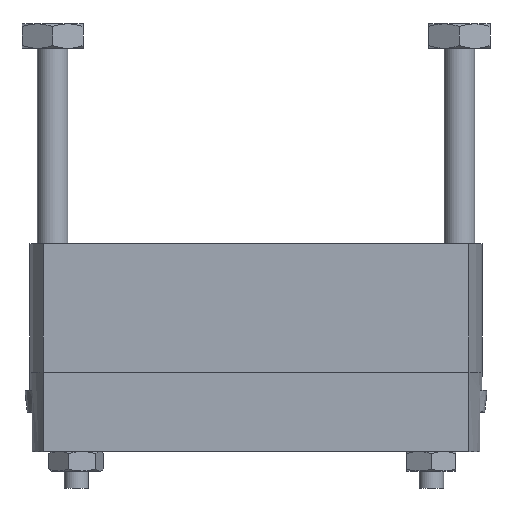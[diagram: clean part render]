
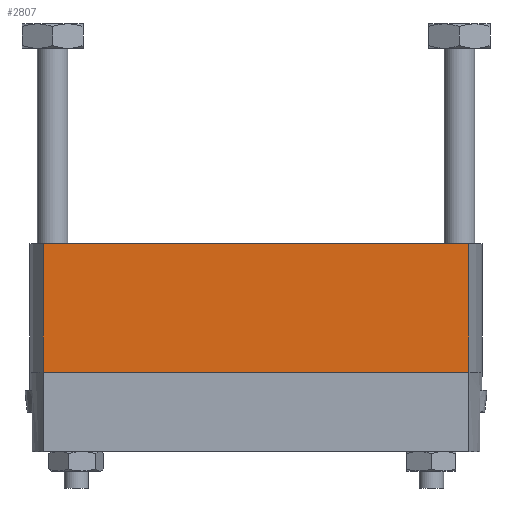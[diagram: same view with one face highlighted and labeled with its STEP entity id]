
A CAD part, front view. The second image highlights one B-rep face of the part: STEP entity #2807.
In plain terms, the highlighted planar face has unit normal (0, -1, 0).
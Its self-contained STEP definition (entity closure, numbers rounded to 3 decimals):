
#569 = CARTESIAN_POINT ( 'NONE',  ( 17.412, -6.25, 0. ) ) ;
#1047 = CARTESIAN_POINT ( 'NONE',  ( 17.412, -6.25, -10.5 ) ) ;
#1067 = LINE ( 'NONE', #7915, #2732 ) ;
#1080 = PLANE ( 'NONE',  #7056 ) ;
#1529 = CARTESIAN_POINT ( 'NONE',  ( 17.412, -6.25, -10.5 ) ) ;
#1612 = CARTESIAN_POINT ( 'NONE',  ( 17.412, -6.25, -10.5 ) ) ;
#1636 = VERTEX_POINT ( 'NONE', #8458 ) ;
#2727 = DIRECTION ( 'NONE',  ( 0., -1., 0. ) ) ;
#2732 = VECTOR ( 'NONE', #2950, 1000. ) ;
#2807 = ADVANCED_FACE ( 'NONE', ( #5154 ), #1080, .T. ) ;
#2950 = DIRECTION ( 'NONE',  ( 0., 0., 1. ) ) ;
#3118 = EDGE_CURVE ( 'NONE', #5933, #9583, #8147, .T. ) ;
#3597 = EDGE_CURVE ( 'NONE', #9130, #9583, #7330, .T. ) ;
#3942 = EDGE_LOOP ( 'NONE', ( #8568, #9984, #8204, #10409 ) ) ;
#4864 = EDGE_CURVE ( 'NONE', #1636, #5933, #7828, .T. ) ;
#5138 = VECTOR ( 'NONE', #7313, 1000. ) ;
#5154 = FACE_OUTER_BOUND ( 'NONE', #3942, .T. ) ;
#5663 = EDGE_CURVE ( 'NONE', #1636, #9130, #1067, .T. ) ;
#5690 = DIRECTION ( 'NONE',  ( 1., 0., 0. ) ) ;
#5758 = CARTESIAN_POINT ( 'NONE',  ( -17.412, -6.25, 0. ) ) ;
#5933 = VERTEX_POINT ( 'NONE', #1612 ) ;
#6430 = VECTOR ( 'NONE', #9006, 1000. ) ;
#7056 = AXIS2_PLACEMENT_3D ( 'NONE', #1047, #2727, #8540 ) ;
#7313 = DIRECTION ( 'NONE',  ( 1., 0., 0. ) ) ;
#7330 = LINE ( 'NONE', #10617, #5138 ) ;
#7828 = LINE ( 'NONE', #1529, #9765 ) ;
#7915 = CARTESIAN_POINT ( 'NONE',  ( -17.412, -6.25, -10.5 ) ) ;
#8147 = LINE ( 'NONE', #9843, #6430 ) ;
#8204 = ORIENTED_EDGE ( 'NONE', *, *, #4864, .T. ) ;
#8458 = CARTESIAN_POINT ( 'NONE',  ( -17.412, -6.25, -10.5 ) ) ;
#8540 = DIRECTION ( 'NONE',  ( 1., 0., 0. ) ) ;
#8568 = ORIENTED_EDGE ( 'NONE', *, *, #3597, .F. ) ;
#9006 = DIRECTION ( 'NONE',  ( 0., 0., 1. ) ) ;
#9130 = VERTEX_POINT ( 'NONE', #5758 ) ;
#9583 = VERTEX_POINT ( 'NONE', #569 ) ;
#9765 = VECTOR ( 'NONE', #5690, 1000. ) ;
#9843 = CARTESIAN_POINT ( 'NONE',  ( 17.412, -6.25, -10.5 ) ) ;
#9984 = ORIENTED_EDGE ( 'NONE', *, *, #5663, .F. ) ;
#10409 = ORIENTED_EDGE ( 'NONE', *, *, #3118, .T. ) ;
#10617 = CARTESIAN_POINT ( 'NONE',  ( 17.412, -6.25, 0. ) ) ;
